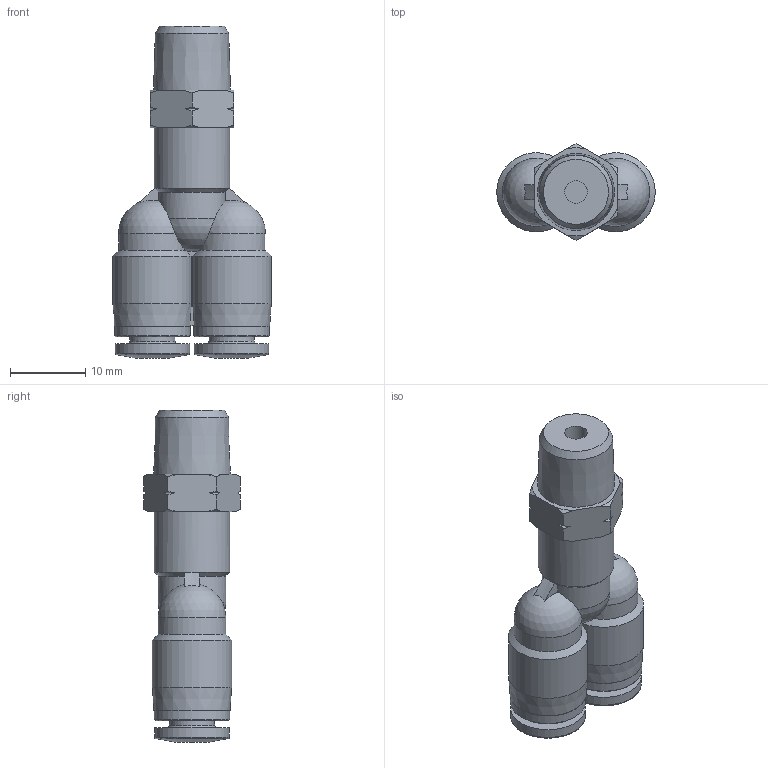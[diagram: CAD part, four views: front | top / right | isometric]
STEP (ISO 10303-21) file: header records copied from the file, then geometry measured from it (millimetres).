
FILE_DESCRIPTION(/* description */ ('STEP AP214'),/* implementation_level */ '2;1');
FILE_NAME(/* name */ '564687_QBY-1_8-5_32-U',/* time_stamp */ '2024-09-14T05:19:24+02:00',/* author */ ('License CC BY-ND 4.0'),/* organization */ ('CADENAS'),/* preprocessor_version */ 'ST-DEVELOPER v19.3',/* originating_system */ 'PARTsolutions',/* authorisation */ ' ');
FILE_SCHEMA (('AUTOMOTIVE_DESIGN {1 0 10303 214 3 1 1}'));
Length unit declared in the file: millimetre
Products named in the file (1): 564687 QBY-1/8-5/32-U
Bounding box: 21 x 12.83 x 44 mm (x, y, z)
Volume: 4458.5 mm3; surface area: 3061.6 mm2
Topology: 1 solids, 1 shells, 97 faces, 238 edges, 152 vertices
Faces by surface type: cone 36, plane 29, cylinder 20, sphere 6, torus 6
Full cylindrical faces by diameter (mm): 3 x3, 3.968 x2, 5.968 x2, 9.9 x2, 10 x3
Entity records: 3450 total; most frequent: CARTESIAN_POINT 676, DIRECTION 414, ORIENTED_EDGE 408, EDGE_CURVE 204, AXIS2_PLACEMENT_3D 186, VERTEX_POINT 146, EDGE_LOOP 134, FACE_BOUND 134
